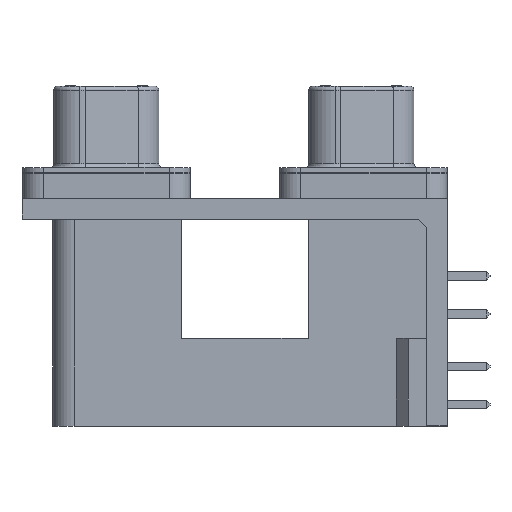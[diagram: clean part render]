
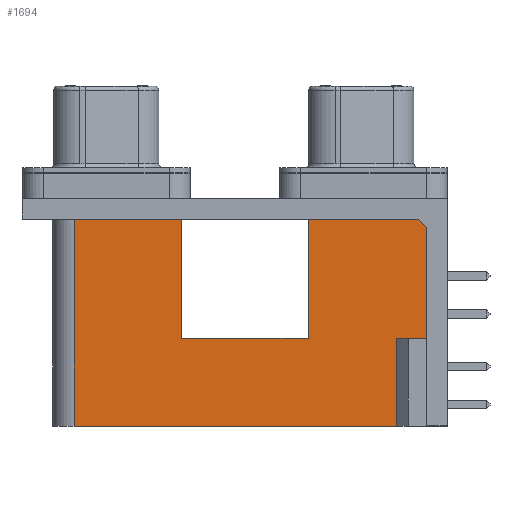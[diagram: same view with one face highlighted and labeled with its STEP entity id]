
A CAD part, left-side view. The second image highlights one B-rep face of the part: STEP entity #1694.
In plain terms, the highlighted planar face has unit normal (-1, 0, 0).
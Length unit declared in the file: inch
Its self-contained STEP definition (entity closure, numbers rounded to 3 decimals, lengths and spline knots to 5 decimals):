
#31 = DIRECTION ( 'NONE',  ( 0., -1., 0. ) ) ;
#116 = CARTESIAN_POINT ( 'NONE',  ( 0.259, -0.346, -0.09 ) ) ;
#132 = VECTOR ( 'NONE', #10802, 39.37008 ) ;
#169 = LINE ( 'NONE', #30368, #6001 ) ;
#772 = DIRECTION ( 'NONE',  ( 0., 0., -1. ) ) ;
#1694 = ADVANCED_FACE ( 'NONE', ( #6111 ), #17135, .F. ) ;
#1840 = CARTESIAN_POINT ( 'NONE',  ( 0.259, 0.404, -0.09 ) ) ;
#1914 = CARTESIAN_POINT ( 'NONE',  ( 0.259, -0.606, -0.34701 ) ) ;
#2026 = VECTOR ( 'NONE', #4340, 39.37008 ) ;
#2226 = EDGE_CURVE ( 'NONE', #2498, #16505, #21212, .T. ) ;
#2234 = CARTESIAN_POINT ( 'NONE',  ( 0.259, 0.404, 0.38989 ) ) ;
#2325 = VERTEX_POINT ( 'NONE', #21547 ) ;
#2498 = VERTEX_POINT ( 'NONE', #21471 ) ;
#3254 = VECTOR ( 'NONE', #10361, 39.37008 ) ;
#3404 = CARTESIAN_POINT ( 'NONE',  ( 0.259, 0.025, -0.502 ) ) ;
#3710 = VERTEX_POINT ( 'NONE', #24994 ) ;
#3898 = DIRECTION ( 'NONE',  ( 0., 0., -1. ) ) ;
#4185 = ORIENTED_EDGE ( 'NONE', *, *, #29341, .T. ) ;
#4236 = CARTESIAN_POINT ( 'NONE',  ( 0.259, 0.025, -0.76 ) ) ;
#4340 = DIRECTION ( 'NONE',  ( 0., -1., 0. ) ) ;
#4745 = DIRECTION ( 'NONE',  ( 0., 0., -1. ) ) ;
#5273 = VECTOR ( 'NONE', #772, 39.37008 ) ;
#5500 = VECTOR ( 'NONE', #19143, 39.37008 ) ;
#6001 = VECTOR ( 'NONE', #17934, 39.37008 ) ;
#6111 = FACE_OUTER_BOUND ( 'NONE', #11875, .T. ) ;
#6577 = ORIENTED_EDGE ( 'NONE', *, *, #17240, .F. ) ;
#6740 = LINE ( 'NONE', #23211, #132 ) ;
#6916 = LINE ( 'NONE', #29965, #20176 ) ;
#6998 = VERTEX_POINT ( 'NONE', #16912 ) ;
#7130 = VECTOR ( 'NONE', #3898, 39.37008 ) ;
#7885 = CARTESIAN_POINT ( 'NONE',  ( 0.259, 0.404, -0.76 ) ) ;
#7906 = CARTESIAN_POINT ( 'NONE',  ( 0.259, -0.606, -0.502 ) ) ;
#8004 = VECTOR ( 'NONE', #13227, 39.37008 ) ;
#8143 = AXIS2_PLACEMENT_3D ( 'NONE', #2234, #19642, #4745 ) ;
#8626 = LINE ( 'NONE', #1840, #2026 ) ;
#9114 = ORIENTED_EDGE ( 'NONE', *, *, #10363, .F. ) ;
#9906 = ORIENTED_EDGE ( 'NONE', *, *, #22302, .T. ) ;
#10261 = ORIENTED_EDGE ( 'NONE', *, *, #2226, .T. ) ;
#10346 = VECTOR ( 'NONE', #16810, 39.37008 ) ;
#10361 = DIRECTION ( 'NONE',  ( 0., -1., 0. ) ) ;
#10363 = EDGE_CURVE ( 'NONE', #11727, #16505, #18735, .T. ) ;
#10802 = DIRECTION ( 'NONE',  ( 0., 0., -1. ) ) ;
#11727 = VERTEX_POINT ( 'NONE', #21455 ) ;
#11875 = EDGE_LOOP ( 'NONE', ( #6577, #15075, #18511, #27657, #4185, #25704, #23352, #9906, #10261, #9114 ) ) ;
#12649 = LINE ( 'NONE', #30591, #5273 ) ;
#12711 = EDGE_CURVE ( 'NONE', #16823, #16571, #6916, .T. ) ;
#13227 = DIRECTION ( 'NONE',  ( 0., 1., 0. ) ) ;
#13382 = VERTEX_POINT ( 'NONE', #7906 ) ;
#14164 = CARTESIAN_POINT ( 'NONE',  ( 0.259, -0.756, -0.09 ) ) ;
#14974 = EDGE_CURVE ( 'NONE', #21914, #6998, #16487, .T. ) ;
#15075 = ORIENTED_EDGE ( 'NONE', *, *, #15112, .T. ) ;
#15112 = EDGE_CURVE ( 'NONE', #3710, #21914, #6740, .T. ) ;
#16487 = LINE ( 'NONE', #7885, #3254 ) ;
#16505 = VERTEX_POINT ( 'NONE', #3404 ) ;
#16571 = VERTEX_POINT ( 'NONE', #14164 ) ;
#16810 = DIRECTION ( 'NONE',  ( 0., 0., -1. ) ) ;
#16823 = VERTEX_POINT ( 'NONE', #116 ) ;
#16912 = CARTESIAN_POINT ( 'NONE',  ( 0.259, -0.606, -0.76 ) ) ;
#17135 = PLANE ( 'NONE',  #8143 ) ;
#17240 = EDGE_CURVE ( 'NONE', #3710, #11727, #8626, .T. ) ;
#17934 = DIRECTION ( 'NONE',  ( 0., -1., 0. ) ) ;
#18511 = ORIENTED_EDGE ( 'NONE', *, *, #14974, .T. ) ;
#18735 = LINE ( 'NONE', #4236, #5500 ) ;
#19143 = DIRECTION ( 'NONE',  ( 0., 0., -1. ) ) ;
#19642 = DIRECTION ( 'NONE',  ( 1., 0., 0. ) ) ;
#20176 = VECTOR ( 'NONE', #31, 39.37008 ) ;
#21129 = LINE ( 'NONE', #28796, #7130 ) ;
#21212 = LINE ( 'NONE', #26033, #8004 ) ;
#21455 = CARTESIAN_POINT ( 'NONE',  ( 0.259, 0.025, -0.09 ) ) ;
#21471 = CARTESIAN_POINT ( 'NONE',  ( 0.259, -0.346, -0.502 ) ) ;
#21547 = CARTESIAN_POINT ( 'NONE',  ( 0.259, -0.756, -0.502 ) ) ;
#21733 = CARTESIAN_POINT ( 'NONE',  ( 0.259, 0.3415, -0.76 ) ) ;
#21914 = VERTEX_POINT ( 'NONE', #21733 ) ;
#22302 = EDGE_CURVE ( 'NONE', #16823, #2498, #21129, .T. ) ;
#23211 = CARTESIAN_POINT ( 'NONE',  ( 0.259, 0.3415, 0.38989 ) ) ;
#23352 = ORIENTED_EDGE ( 'NONE', *, *, #12711, .F. ) ;
#24994 = CARTESIAN_POINT ( 'NONE',  ( 0.259, 0.3415, -0.09 ) ) ;
#25704 = ORIENTED_EDGE ( 'NONE', *, *, #28906, .F. ) ;
#26033 = CARTESIAN_POINT ( 'NONE',  ( 0.259, -0.756, -0.502 ) ) ;
#27657 = ORIENTED_EDGE ( 'NONE', *, *, #28034, .F. ) ;
#28034 = EDGE_CURVE ( 'NONE', #13382, #6998, #29449, .T. ) ;
#28796 = CARTESIAN_POINT ( 'NONE',  ( 0.259, -0.346, 1.52298 ) ) ;
#28906 = EDGE_CURVE ( 'NONE', #16571, #2325, #12649, .T. ) ;
#29341 = EDGE_CURVE ( 'NONE', #13382, #2325, #169, .T. ) ;
#29449 = LINE ( 'NONE', #1914, #10346 ) ;
#29965 = CARTESIAN_POINT ( 'NONE',  ( 0.259, -0.756, -0.09 ) ) ;
#30368 = CARTESIAN_POINT ( 'NONE',  ( 0.259, -0.756, -0.502 ) ) ;
#30591 = CARTESIAN_POINT ( 'NONE',  ( 0.259, -0.756, 1.52298 ) ) ;
